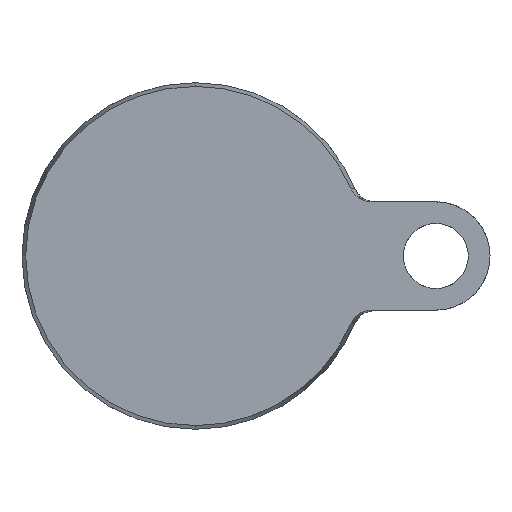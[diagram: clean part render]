
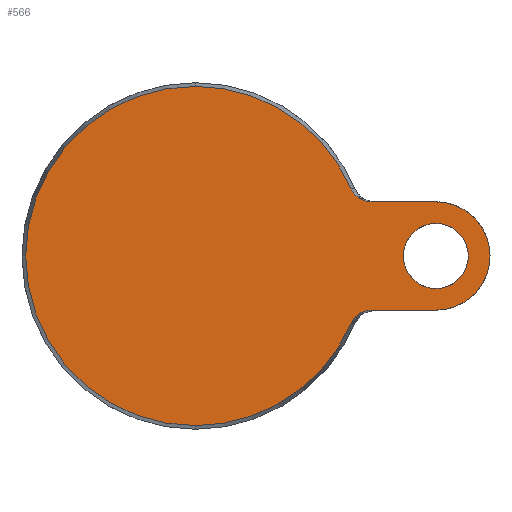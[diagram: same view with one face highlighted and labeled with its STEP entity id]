
A CAD part, front view. The second image highlights one B-rep face of the part: STEP entity #566.
In plain terms, the highlighted planar face has unit normal (0, -1, 0).
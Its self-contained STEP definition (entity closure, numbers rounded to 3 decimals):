
#21 = AXIS2_PLACEMENT_3D ( 'NONE', #997, #1606, #1092 ) ;
#55 = CARTESIAN_POINT ( 'NONE',  ( 36.124, 0., -15.081 ) ) ;
#60 = LINE ( 'NONE', #325, #511 ) ;
#63 = EDGE_CURVE ( 'NONE', #949, #972, #1595, .T. ) ;
#80 = EDGE_CURVE ( 'NONE', #1121, #1205, #235, .T. ) ;
#86 = ORIENTED_EDGE ( 'NONE', *, *, #178, .T. ) ;
#107 = DIRECTION ( 'NONE',  ( 0., -1., 0. ) ) ;
#123 = CARTESIAN_POINT ( 'NONE',  ( 37.4, 0., 13.603 ) ) ;
#128 = CARTESIAN_POINT ( 'NONE',  ( 36.861, 0., 14.101 ) ) ;
#150 = FACE_BOUND ( 'NONE', #804, .T. ) ;
#176 = ORIENTED_EDGE ( 'NONE', *, *, #80, .T. ) ;
#178 = EDGE_CURVE ( 'NONE', #414, #1121, #1571, .T. ) ;
#184 = CARTESIAN_POINT ( 'NONE',  ( 0., 0., 0. ) ) ;
#189 = CARTESIAN_POINT ( 'NONE',  ( 38.891, 0., -12.781 ) ) ;
#210 = CARTESIAN_POINT ( 'NONE',  ( 55.5, 0., 7.5 ) ) ;
#218 = EDGE_LOOP ( 'NONE', ( #1563, #1111, #517, #86, #176, #338, #824, #967 ) ) ;
#235 = CIRCLE ( 'NONE', #1001, 39.143 ) ;
#250 = ORIENTED_EDGE ( 'NONE', *, *, #524, .T. ) ;
#253 = CARTESIAN_POINT ( 'NONE',  ( 55.5, 0., -7.5 ) ) ;
#280 = EDGE_CURVE ( 'NONE', #1057, #414, #556, .T. ) ;
#298 = CARTESIAN_POINT ( 'NONE',  ( 40.579, 0., -12.5 ) ) ;
#316 = CARTESIAN_POINT ( 'NONE',  ( 37.397, 0., -13.606 ) ) ;
#325 = CARTESIAN_POINT ( 'NONE',  ( 15., 0., 12.5 ) ) ;
#328 = CARTESIAN_POINT ( 'NONE',  ( 39.592, 0., -12.572 ) ) ;
#334 = CARTESIAN_POINT ( 'NONE',  ( 36.857, 0., -14.106 ) ) ;
#338 = ORIENTED_EDGE ( 'NONE', *, *, #1094, .T. ) ;
#372 = DIRECTION ( 'NONE',  ( 0., 0., -1. ) ) ;
#392 = EDGE_CURVE ( 'NONE', #1003, #1057, #993, .T. ) ;
#401 = VECTOR ( 'NONE', #1258, 1000. ) ;
#402 = DIRECTION ( 'NONE',  ( 0., 1., 0. ) ) ;
#414 = VERTEX_POINT ( 'NONE', #1120 ) ;
#421 = DIRECTION ( 'NONE',  ( 1., 0., 0. ) ) ;
#440 = DIRECTION ( 'NONE',  ( 0., 0., 1. ) ) ;
#456 = CARTESIAN_POINT ( 'NONE',  ( 38.897, 0., 12.778 ) ) ;
#490 = CARTESIAN_POINT ( 'NONE',  ( 0., 0., 0. ) ) ;
#500 = CARTESIAN_POINT ( 'NONE',  ( 36.388, 0., 14.659 ) ) ;
#503 = AXIS2_PLACEMENT_3D ( 'NONE', #1261, #1501, #372 ) ;
#511 = VECTOR ( 'NONE', #421, 1000. ) ;
#517 = ORIENTED_EDGE ( 'NONE', *, *, #280, .T. ) ;
#524 = EDGE_CURVE ( 'NONE', #1402, #1604, #848, .T. ) ;
#556 = CIRCLE ( 'NONE', #1573, 39.143 ) ;
#566 = ADVANCED_FACE ( 'NONE', ( #1533, #150 ), #648, .F. ) ;
#570 = DIRECTION ( 'NONE',  ( 0., -1., 0. ) ) ;
#573 = CARTESIAN_POINT ( 'NONE',  ( 40.579, 0., -12.5 ) ) ;
#577 = CARTESIAN_POINT ( 'NONE',  ( 37.598, 0., 13.453 ) ) ;
#581 = CARTESIAN_POINT ( 'NONE',  ( 37.591, 0., -13.458 ) ) ;
#625 = CARTESIAN_POINT ( 'NONE',  ( 36.124, 0., 15.081 ) ) ;
#648 = PLANE ( 'NONE',  #1625 ) ;
#656 = CARTESIAN_POINT ( 'NONE',  ( -39.143, 0., 0. ) ) ;
#678 = DIRECTION ( 'NONE',  ( 0., 1., 0. ) ) ;
#685 = CARTESIAN_POINT ( 'NONE',  ( 55.5, 0., 0. ) ) ;
#687 = CARTESIAN_POINT ( 'NONE',  ( 35.928, 0., 15.535 ) ) ;
#698 = CARTESIAN_POINT ( 'NONE',  ( 38., 0., -13.192 ) ) ;
#750 = CARTESIAN_POINT ( 'NONE',  ( 40.085, 0., 12.5 ) ) ;
#784 = CARTESIAN_POINT ( 'NONE',  ( 55.5, 0., 0. ) ) ;
#804 = EDGE_LOOP ( 'NONE', ( #250, #1228 ) ) ;
#818 = CARTESIAN_POINT ( 'NONE',  ( 38.663, 0., -12.866 ) ) ;
#824 = ORIENTED_EDGE ( 'NONE', *, *, #873, .F. ) ;
#848 = CIRCLE ( 'NONE', #1004, 7.5 ) ;
#855 = CARTESIAN_POINT ( 'NONE',  ( 35.928, 0., -15.535 ) ) ;
#873 = EDGE_CURVE ( 'NONE', #972, #1512, #1240, .T. ) ;
#900 = DIRECTION ( 'NONE',  ( 0., 0., 1. ) ) ;
#909 = CARTESIAN_POINT ( 'NONE',  ( 55.5, 0., -12.5 ) ) ;
#915 = CARTESIAN_POINT ( 'NONE',  ( 55.5, 0., 12.5 ) ) ;
#947 = CARTESIAN_POINT ( 'NONE',  ( 37.031, 0., -13.929 ) ) ;
#949 = VERTEX_POINT ( 'NONE', #915 ) ;
#967 = ORIENTED_EDGE ( 'NONE', *, *, #63, .F. ) ;
#972 = VERTEX_POINT ( 'NONE', #909 ) ;
#993 = B_SPLINE_CURVE_WITH_KNOTS ( 'NONE', 3,
 ( #1209, #750, #1259, #456, #1253, #1366, #1617, #577, #123, #994, #128, #500, #625, #1489 ),
 .UNSPECIFIED., .F., .F.,
 ( 4, 2, 2, 2, 2, 2, 4 ),
 ( 0., 0.001, 0.002, 0.003, 0.004, 0.004, 0.006 ),
 .UNSPECIFIED. ) ;
#994 = CARTESIAN_POINT ( 'NONE',  ( 37.032, 0., 13.927 ) ) ;
#997 = CARTESIAN_POINT ( 'NONE',  ( 55.5, 0., 0. ) ) ;
#1001 = AXIS2_PLACEMENT_3D ( 'NONE', #490, #107, #1596 ) ;
#1003 = VERTEX_POINT ( 'NONE', #1040 ) ;
#1004 = AXIS2_PLACEMENT_3D ( 'NONE', #784, #402, #1301 ) ;
#1040 = CARTESIAN_POINT ( 'NONE',  ( 40.579, 0., 12.5 ) ) ;
#1048 = DIRECTION ( 'NONE',  ( 0., 1., 0. ) ) ;
#1057 = VERTEX_POINT ( 'NONE', #687 ) ;
#1092 = DIRECTION ( 'NONE',  ( 0., 0., -1. ) ) ;
#1094 = EDGE_CURVE ( 'NONE', #1205, #1512, #1388, .T. ) ;
#1111 = ORIENTED_EDGE ( 'NONE', *, *, #392, .T. ) ;
#1120 = CARTESIAN_POINT ( 'NONE',  ( 0., 0., 39.143 ) ) ;
#1121 = VERTEX_POINT ( 'NONE', #1433 ) ;
#1191 = CARTESIAN_POINT ( 'NONE',  ( 35.928, 0., -15.535 ) ) ;
#1200 = CARTESIAN_POINT ( 'NONE',  ( 40.085, 0., -12.5 ) ) ;
#1205 = VERTEX_POINT ( 'NONE', #855 ) ;
#1209 = CARTESIAN_POINT ( 'NONE',  ( 40.579, 0., 12.5 ) ) ;
#1218 = CIRCLE ( 'NONE', #1450, 7.5 ) ;
#1228 = ORIENTED_EDGE ( 'NONE', *, *, #1496, .T. ) ;
#1240 = LINE ( 'NONE', #1494, #401 ) ;
#1253 = CARTESIAN_POINT ( 'NONE',  ( 38.665, 0., 12.866 ) ) ;
#1258 = DIRECTION ( 'NONE',  ( -1., 0., 0. ) ) ;
#1259 = CARTESIAN_POINT ( 'NONE',  ( 39.603, 0., 12.57 ) ) ;
#1261 = CARTESIAN_POINT ( 'NONE',  ( 0., 0., 0. ) ) ;
#1301 = DIRECTION ( 'NONE',  ( 0., 0., 1. ) ) ;
#1366 = CARTESIAN_POINT ( 'NONE',  ( 38.221, 0., 13.07 ) ) ;
#1388 = B_SPLINE_CURVE_WITH_KNOTS ( 'NONE', 3,
 ( #1191, #55, #1561, #334, #947, #316, #581, #698, #1449, #818, #189, #328, #1200, #573 ),
 .UNSPECIFIED., .F., .F.,
 ( 4, 2, 2, 2, 2, 2, 4 ),
 ( 0., 0.001, 0.002, 0.003, 0.004, 0.004, 0.006 ),
 .UNSPECIFIED. ) ;
#1402 = VERTEX_POINT ( 'NONE', #253 ) ;
#1433 = CARTESIAN_POINT ( 'NONE',  ( 0., 0., -39.143 ) ) ;
#1449 = CARTESIAN_POINT ( 'NONE',  ( 38.218, 0., -13.072 ) ) ;
#1450 = AXIS2_PLACEMENT_3D ( 'NONE', #685, #678, #440 ) ;
#1489 = CARTESIAN_POINT ( 'NONE',  ( 35.928, 0., 15.535 ) ) ;
#1494 = CARTESIAN_POINT ( 'NONE',  ( 15., 0., -12.5 ) ) ;
#1496 = EDGE_CURVE ( 'NONE', #1604, #1402, #1218, .T. ) ;
#1501 = DIRECTION ( 'NONE',  ( 0., -1., 0. ) ) ;
#1512 = VERTEX_POINT ( 'NONE', #298 ) ;
#1533 = FACE_OUTER_BOUND ( 'NONE', #218, .T. ) ;
#1555 = EDGE_CURVE ( 'NONE', #1003, #949, #60, .T. ) ;
#1558 = DIRECTION ( 'NONE',  ( 0., 0., -1. ) ) ;
#1561 = CARTESIAN_POINT ( 'NONE',  ( 36.381, 0., -14.668 ) ) ;
#1563 = ORIENTED_EDGE ( 'NONE', *, *, #1555, .F. ) ;
#1571 = CIRCLE ( 'NONE', #503, 39.143 ) ;
#1573 = AXIS2_PLACEMENT_3D ( 'NONE', #184, #570, #1558 ) ;
#1595 = CIRCLE ( 'NONE', #21, 12.5 ) ;
#1596 = DIRECTION ( 'NONE',  ( 0., 0., -1. ) ) ;
#1604 = VERTEX_POINT ( 'NONE', #210 ) ;
#1606 = DIRECTION ( 'NONE',  ( 0., 1., 0. ) ) ;
#1617 = CARTESIAN_POINT ( 'NONE',  ( 38.008, 0., 13.187 ) ) ;
#1625 = AXIS2_PLACEMENT_3D ( 'NONE', #656, #1048, #900 ) ;
